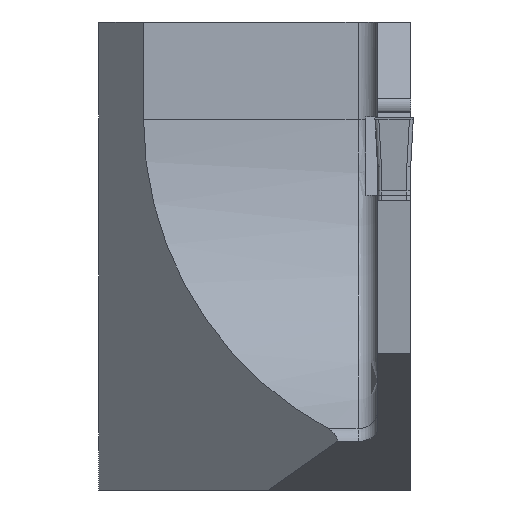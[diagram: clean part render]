
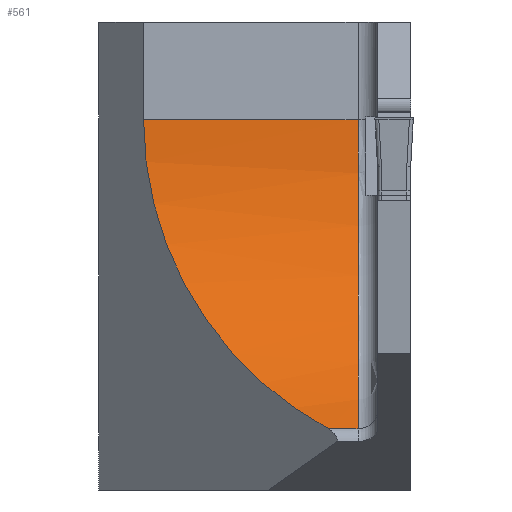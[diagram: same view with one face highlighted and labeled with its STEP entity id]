
A CAD part, left-side view. The second image highlights one B-rep face of the part: STEP entity #561.
In plain terms, the highlighted cylindrical face has radius 18 mm (diameter 36 mm), a partial arc.
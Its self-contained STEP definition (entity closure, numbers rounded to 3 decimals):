
#511=CYLINDRICAL_SURFACE('',#1762,18.);
#531=ELLIPSE('',#1760,25.456,18.);
#561=ADVANCED_FACE('',(#671),#511,.F.);
#671=FACE_OUTER_BOUND('',#737,.T.);
#737=EDGE_LOOP('',(#850,#851,#852,#853));
#804=CIRCLE('',#1761,18.);
#850=ORIENTED_EDGE('',*,*,#1332,.F.);
#851=ORIENTED_EDGE('',*,*,#1333,.T.);
#852=ORIENTED_EDGE('',*,*,#1334,.T.);
#853=ORIENTED_EDGE('',*,*,#1335,.T.);
#1210=VERTEX_POINT('',#2285);
#1211=VERTEX_POINT('',#2286);
#1212=VERTEX_POINT('',#2288);
#1213=VERTEX_POINT('',#2290);
#1332=EDGE_CURVE('',#1210,#1211,#1509,.T.);
#1333=EDGE_CURVE('',#1210,#1212,#531,.T.);
#1334=EDGE_CURVE('',#1212,#1213,#1510,.T.);
#1335=EDGE_CURVE('',#1213,#1211,#804,.T.);
#1509=LINE('',#2284,#1640);
#1510=LINE('',#2289,#1641);
#1640=VECTOR('',#1907,1.);
#1641=VECTOR('',#1910,1.);
#1760=AXIS2_PLACEMENT_3D('',#2287,#1908,#1909);
#1761=AXIS2_PLACEMENT_3D('',#2291,#1911,#1912);
#1762=AXIS2_PLACEMENT_3D('',#2292,#1913,#1914);
#1907=DIRECTION('',(0.,-1.,0.));
#1908=DIRECTION('',(-0.707,0.707,0.));
#1909=DIRECTION('',(-0.707,-0.707,0.));
#1910=DIRECTION('',(0.,-1.,0.));
#1911=DIRECTION('',(0.,-1.,0.));
#1912=DIRECTION('',(0.,0.,-1.));
#1913=DIRECTION('',(0.,-1.,0.));
#1914=DIRECTION('',(0.,0.,-1.));
#2284=CARTESIAN_POINT('',(18.,25.7,0.));
#2285=CARTESIAN_POINT('',(18.,13.7,0.));
#2286=CARTESIAN_POINT('',(18.,2.7,0.));
#2287=CARTESIAN_POINT('',(0.,-4.3,0.));
#2288=CARTESIAN_POINT('',(8.526,4.226,-15.853));
#2289=CARTESIAN_POINT('',(8.526,25.7,-15.853));
#2290=CARTESIAN_POINT('',(8.526,2.7,-15.853));
#2291=CARTESIAN_POINT('',(0.,2.7,0.));
#2292=CARTESIAN_POINT('',(0.,25.7,0.));
